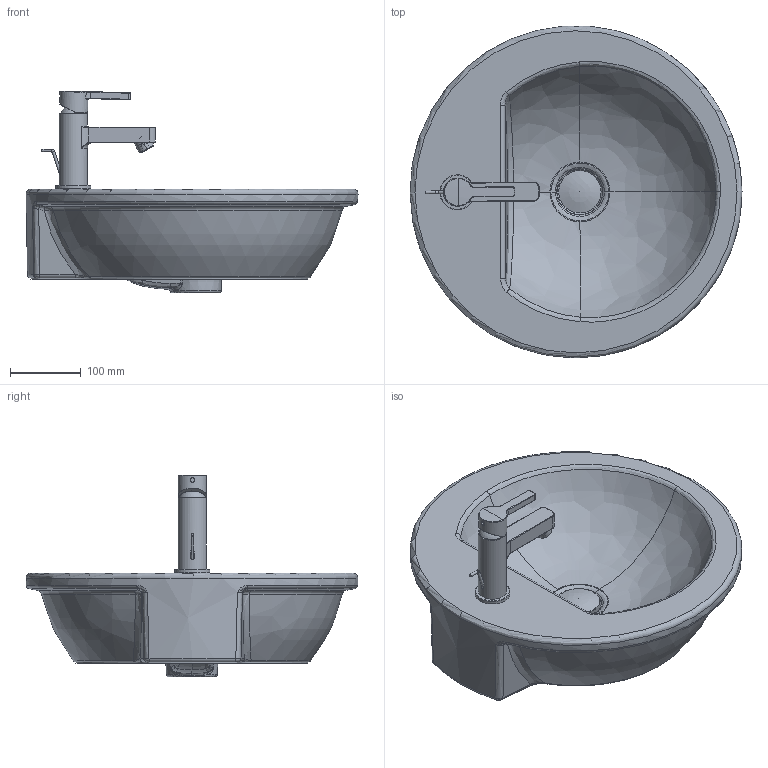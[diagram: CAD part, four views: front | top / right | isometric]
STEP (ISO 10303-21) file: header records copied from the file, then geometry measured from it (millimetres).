
FILE_DESCRIPTION((''),'2;1');
FILE_NAME('049747.stp','2011-05-18T16:46:24',('Administrator'),(''),'Autodesk Inventor 2011','Autodesk Inventor 2011','');
FILE_SCHEMA(('AUTOMOTIVE_DESIGN { 1 0 10303 214 1 1 1 1 }'));
Length unit declared in the file: millimetre
Products named in the file (12): 049747; 49747; Armatur Aufsatzbecken 049747; Sieb; Griff; Fassung Sieb; Gehäuse; Ring; Gleitring; Hebel; Kelch; Stopfen
Assembly tree (11 placements, depth 3):
  049747
    49747
    Armatur Aufsatzbecken 049747
      Sieb
      Griff
      Fassung Sieb
      Gehäuse
      Ring
      Gleitring
      Hebel
    Kelch
    Stopfen
Bounding box: 470.34 x 469.93 x 285.77 mm (x, y, z)
Volume: 9174614.4 mm3; surface area: 640517.8 mm2
Topology: 3 solids, 10 shells, 686 faces, 2193 edges, 1389 vertices
Faces by surface type: plane 341, bspline 162, cylinder 106, torus 47, cone 24, sphere 6
Full cylindrical faces by diameter (mm): 1.039 x1, 4 x2, 4.3 x1, 5.2 x1, 5.5 x1, 6.5 x1, 10.5 x1, 12.5 x1, 13.905 x1, 17 x1, 17.773 x1, 18 x1, 20 x1, 20.15 x1, 23.15 x1, 24.5 x1, 35 x1, 40 x2, 42 x1, 44 x1, 49 x1, 49.5 x1, 60 x1
Entity records: 45373 total; most frequent: CARTESIAN_POINT 26017, ORIENTED_EDGE 3797, DIRECTION 3766, EDGE_CURVE 2110, AXIS2_PLACEMENT_3D 1387, VERTEX_POINT 1364, VECTOR 992, LINE 992
